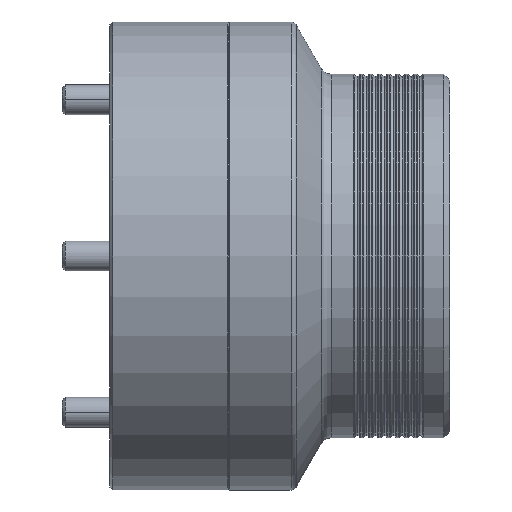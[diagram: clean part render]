
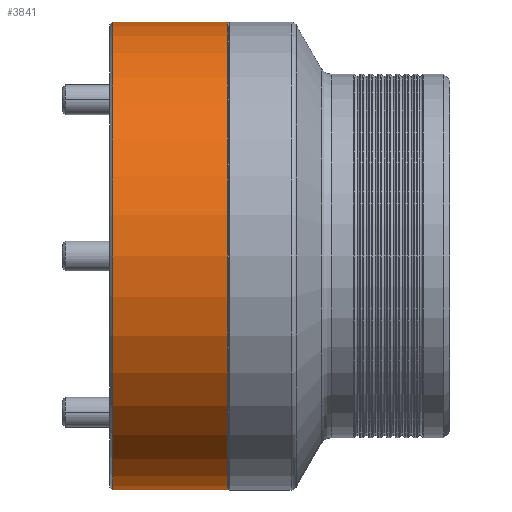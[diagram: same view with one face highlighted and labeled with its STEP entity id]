
A CAD part, front view. The second image highlights one B-rep face of the part: STEP entity #3841.
In plain terms, the highlighted cylindrical face has radius 78.5 mm (diameter 157 mm), a partial arc.
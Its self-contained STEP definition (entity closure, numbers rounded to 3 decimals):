
#106 = CYLINDRICAL_SURFACE ( 'NONE', #4836, 78.5 ) ;
#309 = FACE_OUTER_BOUND ( 'NONE', #5099, .T. ) ;
#980 = CARTESIAN_POINT ( 'NONE',  ( 39.5, 0., 78.5 ) ) ;
#1308 = VERTEX_POINT ( 'NONE', #980 ) ;
#1456 = EDGE_CURVE ( 'NONE', #4695, #1308, #5908, .T. ) ;
#1638 = CARTESIAN_POINT ( 'NONE',  ( 1., 0., 0. ) ) ;
#1958 = CARTESIAN_POINT ( 'NONE',  ( 39.5, 0., -78.5 ) ) ;
#2065 = CIRCLE ( 'NONE', #5317, 78.5 ) ;
#2157 = LINE ( 'NONE', #6142, #3590 ) ;
#2251 = DIRECTION ( 'NONE',  ( 0., 0., -1. ) ) ;
#2308 = ORIENTED_EDGE ( 'NONE', *, *, #1456, .T. ) ;
#2437 = DIRECTION ( 'NONE',  ( -1., 0., 0. ) ) ;
#2724 = EDGE_CURVE ( 'NONE', #2780, #5840, #2065, .T. ) ;
#2780 = VERTEX_POINT ( 'NONE', #4086 ) ;
#3279 = VECTOR ( 'NONE', #7896, 1000. ) ;
#3368 = AXIS2_PLACEMENT_3D ( 'NONE', #6121, #2437, #6739 ) ;
#3590 = VECTOR ( 'NONE', #7384, 1000. ) ;
#3705 = CARTESIAN_POINT ( 'NONE',  ( -8.37, 0., 0. ) ) ;
#3716 = ORIENTED_EDGE ( 'NONE', *, *, #6098, .F. ) ;
#3809 = EDGE_CURVE ( 'NONE', #1308, #2780, #2157, .T. ) ;
#3841 = ADVANCED_FACE ( 'NONE', ( #309 ), #106, .T. ) ;
#4086 = CARTESIAN_POINT ( 'NONE',  ( 1., 0., 78.5 ) ) ;
#4181 = CARTESIAN_POINT ( 'NONE',  ( -8.37, 0., -78.5 ) ) ;
#4642 = CARTESIAN_POINT ( 'NONE',  ( 1., 0., -78.5 ) ) ;
#4695 = VERTEX_POINT ( 'NONE', #1958 ) ;
#4836 = AXIS2_PLACEMENT_3D ( 'NONE', #3705, #6786, #7412 ) ;
#5093 = LINE ( 'NONE', #4181, #3279 ) ;
#5099 = EDGE_LOOP ( 'NONE', ( #3716, #2308, #6819, #7930 ) ) ;
#5317 = AXIS2_PLACEMENT_3D ( 'NONE', #1638, #5927, #2251 ) ;
#5840 = VERTEX_POINT ( 'NONE', #4642 ) ;
#5908 = CIRCLE ( 'NONE', #3368, 78.5 ) ;
#5927 = DIRECTION ( 'NONE',  ( 1., 0., 0. ) ) ;
#6098 = EDGE_CURVE ( 'NONE', #4695, #5840, #5093, .T. ) ;
#6121 = CARTESIAN_POINT ( 'NONE',  ( 39.5, 0., 0. ) ) ;
#6142 = CARTESIAN_POINT ( 'NONE',  ( -8.37, 0., 78.5 ) ) ;
#6739 = DIRECTION ( 'NONE',  ( 0., 0., 1. ) ) ;
#6786 = DIRECTION ( 'NONE',  ( -1., 0., 0. ) ) ;
#6819 = ORIENTED_EDGE ( 'NONE', *, *, #3809, .T. ) ;
#7384 = DIRECTION ( 'NONE',  ( -1., 0., 0. ) ) ;
#7412 = DIRECTION ( 'NONE',  ( 0., 0., 1. ) ) ;
#7896 = DIRECTION ( 'NONE',  ( -1., 0., 0. ) ) ;
#7930 = ORIENTED_EDGE ( 'NONE', *, *, #2724, .T. ) ;
